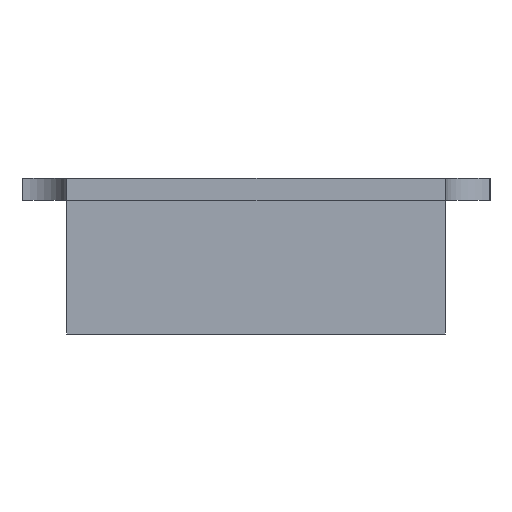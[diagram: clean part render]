
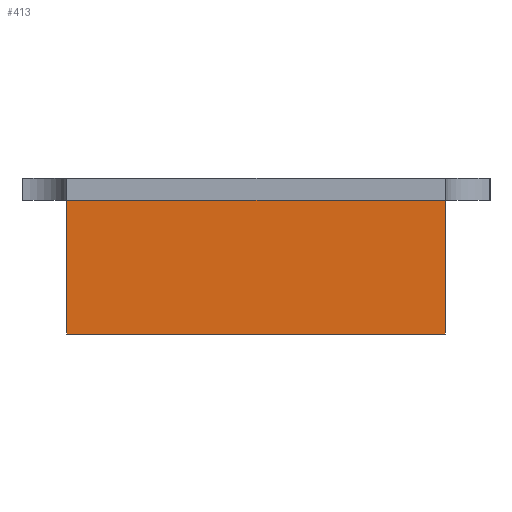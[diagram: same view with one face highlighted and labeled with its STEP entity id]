
A CAD part, left-side view. The second image highlights one B-rep face of the part: STEP entity #413.
In plain terms, the highlighted planar face has unit normal (-1, 0, 0).
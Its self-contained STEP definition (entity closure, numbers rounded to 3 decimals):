
#226=CARTESIAN_POINT('',(-2.,45.,6.));
#227=VERTEX_POINT('',#226);
#236=CARTESIAN_POINT('',(-2.,28.,6.));
#237=VERTEX_POINT('',#236);
#238=CARTESIAN_POINT('',(-2.,28.,6.));
#239=DIRECTION('',(0.,1.,0.));
#240=VECTOR('',#239,17.);
#241=LINE('',#238,#240);
#242=EDGE_CURVE('',#237,#227,#241,.T.);
#373=CARTESIAN_POINT('',(-2.,45.,0.));
#374=VERTEX_POINT('',#373);
#381=CARTESIAN_POINT('',(-2.,45.,6.));
#382=DIRECTION('',(0.,0.,-1.));
#383=VECTOR('',#382,6.);
#384=LINE('',#381,#383);
#385=EDGE_CURVE('',#227,#374,#384,.T.);
#390=CARTESIAN_POINT('',(-2.,36.5,4.));
#391=DIRECTION('',(-1.,0.,0.));
#392=DIRECTION('',(0.,0.,1.));
#393=AXIS2_PLACEMENT_3D('',#390,#391,#392);
#394=PLANE('',#393);
#395=ORIENTED_EDGE('',*,*,#242,.T.);
#396=ORIENTED_EDGE('',*,*,#385,.T.);
#397=CARTESIAN_POINT('',(-2.,28.,0.));
#398=VERTEX_POINT('',#397);
#399=CARTESIAN_POINT('',(-2.,28.,0.));
#400=DIRECTION('',(0.,1.,0.));
#401=VECTOR('',#400,17.);
#402=LINE('',#399,#401);
#403=EDGE_CURVE('',#398,#374,#402,.T.);
#404=ORIENTED_EDGE('',*,*,#403,.F.);
#405=CARTESIAN_POINT('',(-2.,28.,6.));
#406=DIRECTION('',(0.,0.,-1.));
#407=VECTOR('',#406,6.);
#408=LINE('',#405,#407);
#409=EDGE_CURVE('',#237,#398,#408,.T.);
#410=ORIENTED_EDGE('',*,*,#409,.F.);
#411=EDGE_LOOP('',(#395,#396,#404,#410));
#412=FACE_BOUND('',#411,.T.);
#413=ADVANCED_FACE('',(#412),#394,.T.);
